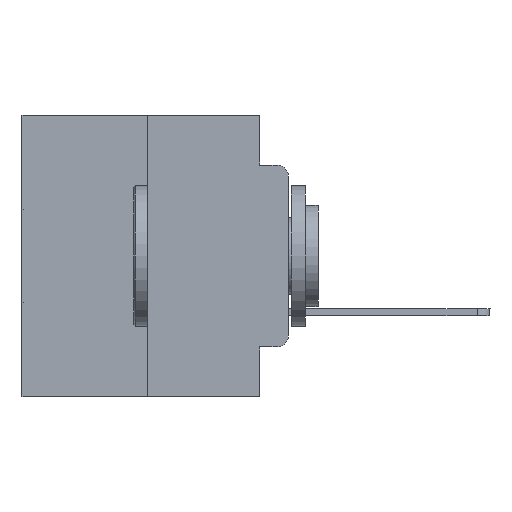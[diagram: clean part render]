
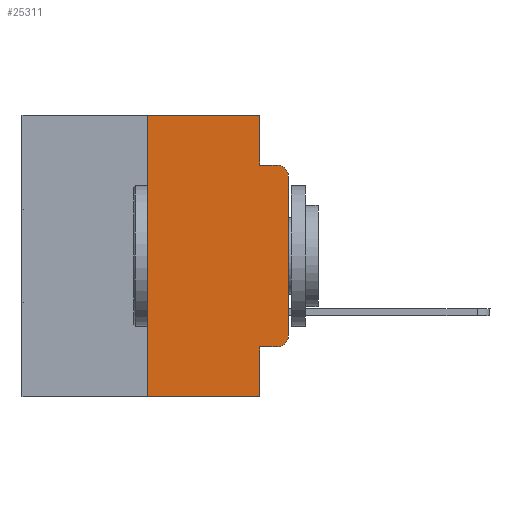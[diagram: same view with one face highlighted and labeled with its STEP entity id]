
A CAD part, left-side view. The second image highlights one B-rep face of the part: STEP entity #25311.
In plain terms, the highlighted planar face has unit normal (-1, 0, 0).
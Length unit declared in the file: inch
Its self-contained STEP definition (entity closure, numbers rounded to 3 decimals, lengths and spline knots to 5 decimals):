
#1003 = CARTESIAN_POINT ( 'NONE',  ( 0., 0.02, -0.4115 ) ) ;
#1341 = VERTEX_POINT ( 'NONE', #22641 ) ;
#1350 = VECTOR ( 'NONE', #14530, 39.37008 ) ;
#2308 = ORIENTED_EDGE ( 'NONE', *, *, #6267, .T. ) ;
#2427 = EDGE_CURVE ( 'NONE', #4671, #21572, #23279, .T. ) ;
#2637 = VERTEX_POINT ( 'NONE', #24749 ) ;
#2644 = AXIS2_PLACEMENT_3D ( 'NONE', #3612, #10113, #21962 ) ;
#2771 = ORIENTED_EDGE ( 'NONE', *, *, #8771, .F. ) ;
#3029 = CARTESIAN_POINT ( 'NONE',  ( 0., 0.473, 0. ) ) ;
#3612 = CARTESIAN_POINT ( 'NONE',  ( 0., 0.02, -0.3915 ) ) ;
#3887 = ORIENTED_EDGE ( 'NONE', *, *, #28762, .T. ) ;
#4671 = VERTEX_POINT ( 'NONE', #21681 ) ;
#5308 = ORIENTED_EDGE ( 'NONE', *, *, #14524, .F. ) ;
#5441 = PLANE ( 'NONE',  #24623 ) ;
#5590 = FACE_OUTER_BOUND ( 'NONE', #13161, .T. ) ;
#6267 = EDGE_CURVE ( 'NONE', #13206, #27309, #29630, .T. ) ;
#6794 = DIRECTION ( 'NONE',  ( 0., 0., 1. ) ) ;
#6809 = LINE ( 'NONE', #13746, #9748 ) ;
#7092 = CARTESIAN_POINT ( 'NONE',  ( 0., 0.02, -0.1085 ) ) ;
#7318 = LINE ( 'NONE', #16495, #1350 ) ;
#7780 = CARTESIAN_POINT ( 'NONE',  ( 0., 0., 0. ) ) ;
#7867 = ORIENTED_EDGE ( 'NONE', *, *, #25284, .F. ) ;
#8448 = CARTESIAN_POINT ( 'NONE',  ( 0., 0.051, -0.4115 ) ) ;
#8771 = EDGE_CURVE ( 'NONE', #2637, #4671, #7318, .T. ) ;
#9032 = CARTESIAN_POINT ( 'NONE',  ( 0., 0.051, -0.4115 ) ) ;
#9140 = VERTEX_POINT ( 'NONE', #9688 ) ;
#9688 = CARTESIAN_POINT ( 'NONE',  ( 0., 0.25, -0.5 ) ) ;
#9748 = VECTOR ( 'NONE', #18391, 39.37008 ) ;
#9776 = VECTOR ( 'NONE', #22831, 39.37008 ) ;
#9928 = VERTEX_POINT ( 'NONE', #1003 ) ;
#10113 = DIRECTION ( 'NONE',  ( -1., 0., 0. ) ) ;
#10571 = DIRECTION ( 'NONE',  ( 0., -1., 0. ) ) ;
#11671 = ORIENTED_EDGE ( 'NONE', *, *, #25792, .T. ) ;
#11710 = VECTOR ( 'NONE', #21318, 39.37008 ) ;
#12070 = DIRECTION ( 'NONE',  ( 0., 0., -1. ) ) ;
#12403 = EDGE_CURVE ( 'NONE', #21572, #27309, #21279, .T. ) ;
#12836 = AXIS2_PLACEMENT_3D ( 'NONE', #7092, #16417, #12070 ) ;
#13001 = EDGE_CURVE ( 'NONE', #15830, #9928, #29038, .T. ) ;
#13042 = VECTOR ( 'NONE', #19026, 39.37008 ) ;
#13161 = EDGE_LOOP ( 'NONE', ( #23904, #2308, #15564, #22789, #2771, #5308, #11671, #7867, #15555, #3887 ) ) ;
#13206 = VERTEX_POINT ( 'NONE', #20474 ) ;
#13577 = CARTESIAN_POINT ( 'NONE',  ( 0., 0.25, 0. ) ) ;
#13746 = CARTESIAN_POINT ( 'NONE',  ( 0., 0.051, 0. ) ) ;
#14381 = CARTESIAN_POINT ( 'NONE',  ( 0., 0.051, -0.0885 ) ) ;
#14524 = EDGE_CURVE ( 'NONE', #9140, #2637, #20329, .T. ) ;
#14530 = DIRECTION ( 'NONE',  ( 0., -1., 0. ) ) ;
#15555 = ORIENTED_EDGE ( 'NONE', *, *, #13001, .T. ) ;
#15564 = ORIENTED_EDGE ( 'NONE', *, *, #12403, .F. ) ;
#15830 = VERTEX_POINT ( 'NONE', #9032 ) ;
#16225 = LINE ( 'NONE', #27191, #9776 ) ;
#16417 = DIRECTION ( 'NONE',  ( -1., 0., 0. ) ) ;
#16495 = CARTESIAN_POINT ( 'NONE',  ( 0., 0.473, 0. ) ) ;
#16671 = CARTESIAN_POINT ( 'NONE',  ( 0., 0.051, 0. ) ) ;
#18391 = DIRECTION ( 'NONE',  ( 0., 0., -1. ) ) ;
#19026 = DIRECTION ( 'NONE',  ( 0., -1., 0. ) ) ;
#19269 = DIRECTION ( 'NONE',  ( 1., 0., 0. ) ) ;
#19794 = CARTESIAN_POINT ( 'NONE',  ( 0., 0.02, -0.0885 ) ) ;
#20329 = LINE ( 'NONE', #13577, #20883 ) ;
#20474 = CARTESIAN_POINT ( 'NONE',  ( 0., 0., -0.1085 ) ) ;
#20883 = VECTOR ( 'NONE', #6794, 39.37008 ) ;
#21279 = LINE ( 'NONE', #14381, #13042 ) ;
#21318 = DIRECTION ( 'NONE',  ( 0., 0., 1. ) ) ;
#21572 = VERTEX_POINT ( 'NONE', #21884 ) ;
#21681 = CARTESIAN_POINT ( 'NONE',  ( 0., 0.051, 0. ) ) ;
#21884 = CARTESIAN_POINT ( 'NONE',  ( 0., 0.051, -0.0885 ) ) ;
#21962 = DIRECTION ( 'NONE',  ( 0., 0., -1. ) ) ;
#22641 = CARTESIAN_POINT ( 'NONE',  ( 0., 0.051, -0.5 ) ) ;
#22789 = ORIENTED_EDGE ( 'NONE', *, *, #2427, .F. ) ;
#22831 = DIRECTION ( 'NONE',  ( 0., -1., 0. ) ) ;
#23279 = LINE ( 'NONE', #16671, #29414 ) ;
#23904 = ORIENTED_EDGE ( 'NONE', *, *, #27199, .T. ) ;
#23937 = DIRECTION ( 'NONE',  ( 0., 0., -1. ) ) ;
#24623 = AXIS2_PLACEMENT_3D ( 'NONE', #3029, #19269, #23937 ) ;
#24749 = CARTESIAN_POINT ( 'NONE',  ( 0., 0.25, 0. ) ) ;
#25218 = VECTOR ( 'NONE', #10571, 39.37008 ) ;
#25284 = EDGE_CURVE ( 'NONE', #15830, #1341, #6809, .T. ) ;
#25311 = ADVANCED_FACE ( 'NONE', ( #5590 ), #5441, .F. ) ;
#25792 = EDGE_CURVE ( 'NONE', #9140, #1341, #16225, .T. ) ;
#26391 = VERTEX_POINT ( 'NONE', #28747 ) ;
#27191 = CARTESIAN_POINT ( 'NONE',  ( 0., 0.473, -0.5 ) ) ;
#27199 = EDGE_CURVE ( 'NONE', #26391, #13206, #28381, .T. ) ;
#27309 = VERTEX_POINT ( 'NONE', #19794 ) ;
#27638 = DIRECTION ( 'NONE',  ( 0., 0., -1. ) ) ;
#28081 = CIRCLE ( 'NONE', #2644, 0.02 ) ;
#28381 = LINE ( 'NONE', #7780, #11710 ) ;
#28747 = CARTESIAN_POINT ( 'NONE',  ( 0., 0., -0.3915 ) ) ;
#28762 = EDGE_CURVE ( 'NONE', #9928, #26391, #28081, .T. ) ;
#29038 = LINE ( 'NONE', #8448, #25218 ) ;
#29414 = VECTOR ( 'NONE', #27638, 39.37008 ) ;
#29630 = CIRCLE ( 'NONE', #12836, 0.02 ) ;
